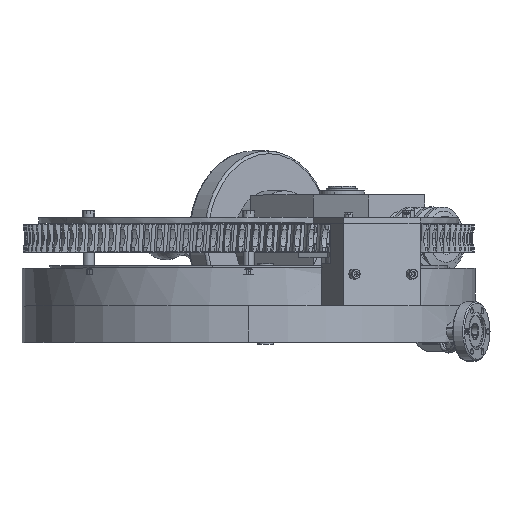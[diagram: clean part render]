
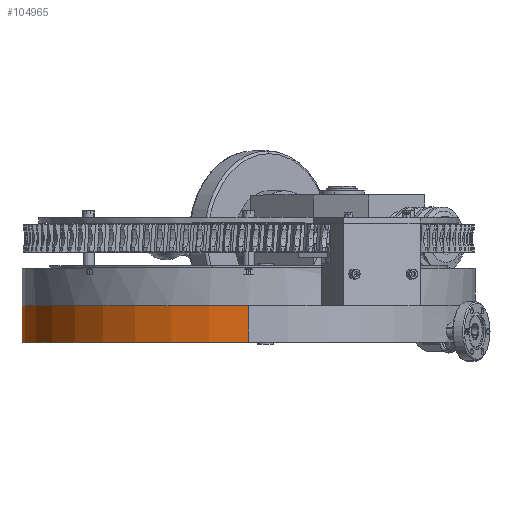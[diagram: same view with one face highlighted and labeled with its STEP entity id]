
A CAD part, top view. The second image highlights one B-rep face of the part: STEP entity #104965.
In plain terms, the highlighted cylindrical face has radius 130.175 mm (diameter 260.35 mm), a partial arc.
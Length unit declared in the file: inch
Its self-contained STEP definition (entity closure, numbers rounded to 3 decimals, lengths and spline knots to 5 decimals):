
#5086 = CARTESIAN_POINT ( 'NONE',  ( 0., 0.825, -5.125 ) ) ;
#5634 = CARTESIAN_POINT ( 'NONE',  ( 0., 0., 5.125 ) ) ;
#6161 = CARTESIAN_POINT ( 'NONE',  ( 0., 0.825, 5.125 ) ) ;
#8112 = CARTESIAN_POINT ( 'NONE',  ( 0., 0., -5.125 ) ) ;
#10515 = EDGE_LOOP ( 'NONE', ( #106536, #106538, #106540, #106543 ) ) ;
#56076 = EDGE_CURVE ( 'NONE', #169102, #168644, #145225, .T. ) ;
#56077 = EDGE_CURVE ( 'NONE', #168241, #171675, #145221, .T. ) ;
#56203 = EDGE_CURVE ( 'NONE', #168241, #169102, #145984, .T. ) ;
#56205 = EDGE_CURVE ( 'NONE', #171675, #168644, #145994, .T. ) ;
#59541 = CARTESIAN_POINT ( 'NONE',  ( 0., 0.825, 5.125 ) ) ;
#59963 = CARTESIAN_POINT ( 'NONE',  ( 0., 0.825, -5.125 ) ) ;
#59968 = DIRECTION ( 'NONE',  ( 0., -1., 0. ) ) ;
#59976 = DIRECTION ( 'NONE',  ( 0., -1., 0. ) ) ;
#86427 = CYLINDRICAL_SURFACE ( 'NONE', #132670, 5.125 ) ;
#86432 = FACE_OUTER_BOUND ( 'NONE', #10515, .T. ) ;
#103913 = AXIS2_PLACEMENT_3D ( 'NONE', #131189, #131202, #131204 ) ;
#103922 = AXIS2_PLACEMENT_3D ( 'NONE', #131200, #131214, #131215 ) ;
#104965 = ADVANCED_FACE ( 'NONE', ( #86432 ), #86427, .T. ) ;
#106536 = ORIENTED_EDGE ( 'NONE', *, *, #56076, .F. ) ;
#106538 = ORIENTED_EDGE ( 'NONE', *, *, #56203, .F. ) ;
#106540 = ORIENTED_EDGE ( 'NONE', *, *, #56077, .T. ) ;
#106543 = ORIENTED_EDGE ( 'NONE', *, *, #56205, .T. ) ;
#131189 = CARTESIAN_POINT ( 'NONE',  ( 0., 0.825, 0. ) ) ;
#131200 = CARTESIAN_POINT ( 'NONE',  ( 0., 0., 0. ) ) ;
#131202 = DIRECTION ( 'NONE',  ( 0., 1., 0. ) ) ;
#131204 = DIRECTION ( 'NONE',  ( 0., 0., 1. ) ) ;
#131214 = DIRECTION ( 'NONE',  ( 0., 1., 0. ) ) ;
#131215 = DIRECTION ( 'NONE',  ( 0., 0., 1. ) ) ;
#132670 = AXIS2_PLACEMENT_3D ( 'NONE', #138194, #138183, #138175 ) ;
#138175 = DIRECTION ( 'NONE',  ( 0., 0., -1. ) ) ;
#138183 = DIRECTION ( 'NONE',  ( 0., -1., 0. ) ) ;
#138194 = CARTESIAN_POINT ( 'NONE',  ( 0., 0.825, 0. ) ) ;
#145218 = VECTOR ( 'NONE', #59968, 39.37008 ) ;
#145221 = LINE ( 'NONE', #59963, #145231 ) ;
#145225 = LINE ( 'NONE', #59541, #145218 ) ;
#145231 = VECTOR ( 'NONE', #59976, 39.37008 ) ;
#145984 = CIRCLE ( 'NONE', #103913, 5.125 ) ;
#145994 = CIRCLE ( 'NONE', #103922, 5.125 ) ;
#168241 = VERTEX_POINT ( 'NONE', #5086 ) ;
#168644 = VERTEX_POINT ( 'NONE', #5634 ) ;
#169102 = VERTEX_POINT ( 'NONE', #6161 ) ;
#171675 = VERTEX_POINT ( 'NONE', #8112 ) ;
